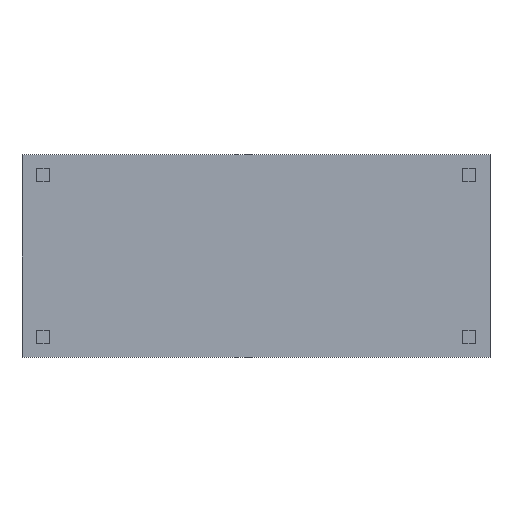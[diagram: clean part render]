
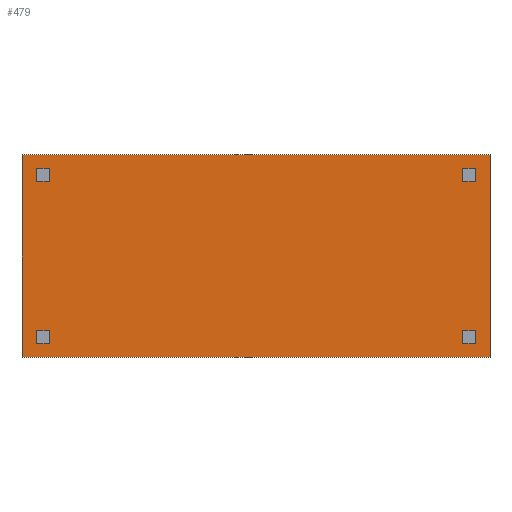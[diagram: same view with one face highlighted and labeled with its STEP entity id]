
A CAD part, top view. The second image highlights one B-rep face of the part: STEP entity #479.
In plain terms, the highlighted planar face has unit normal (0, 0, 1).
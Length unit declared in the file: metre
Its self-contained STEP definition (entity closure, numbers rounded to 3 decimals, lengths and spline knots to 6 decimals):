
#136=ORIENTED_EDGE('',*,*,#188,.T.);
#137=ORIENTED_EDGE('',*,*,#198,.T.);
#138=ORIENTED_EDGE('',*,*,#195,.F.);
#139=ORIENTED_EDGE('',*,*,#192,.F.);
#188=EDGE_CURVE('',#232,#233,#288,.T.);
#192=EDGE_CURVE('',#232,#236,#292,.T.);
#195=EDGE_CURVE('',#236,#238,#295,.T.);
#198=EDGE_CURVE('',#233,#238,#298,.T.);
#232=VERTEX_POINT('',#816);
#233=VERTEX_POINT('',#817);
#236=VERTEX_POINT('',#825);
#238=VERTEX_POINT('',#831);
#288=LINE('',#815,#348);
#292=LINE('',#824,#352);
#295=LINE('',#830,#355);
#298=LINE('',#836,#358);
#348=VECTOR('',#683,1.);
#352=VECTOR('',#689,1.);
#355=VECTOR('',#694,1.);
#358=VECTOR('',#699,1.);
#389=EDGE_LOOP('',(#136,#137,#138,#139));
#419=FACE_BOUND('',#389,.T.);
#449=PLANE('',#574);
#479=ADVANCED_FACE('',(#419),#449,.F.);
#574=AXIS2_PLACEMENT_3D('',#839,#703,#704);
#683=DIRECTION('',(1.,0.,0.));
#689=DIRECTION('',(0.,1.,0.));
#694=DIRECTION('',(1.,0.,0.));
#699=DIRECTION('',(0.,1.,0.));
#703=DIRECTION('',(0.,0.,-1.));
#704=DIRECTION('',(1.,0.,0.));
#815=CARTESIAN_POINT('',(0.015065,-0.0004,0.0104));
#816=CARTESIAN_POINT('',(-0.018435,-0.0004,0.0104));
#817=CARTESIAN_POINT('',(0.048565,-0.0004,0.0104));
#824=CARTESIAN_POINT('',(-0.018435,0.0141,0.0104));
#825=CARTESIAN_POINT('',(-0.018435,0.0286,0.0104));
#830=CARTESIAN_POINT('',(0.015065,0.0286,0.0104));
#831=CARTESIAN_POINT('',(0.048565,0.0286,0.0104));
#836=CARTESIAN_POINT('',(0.048565,0.0141,0.0104));
#839=CARTESIAN_POINT('',(0.015065,0.0141,0.0104));
